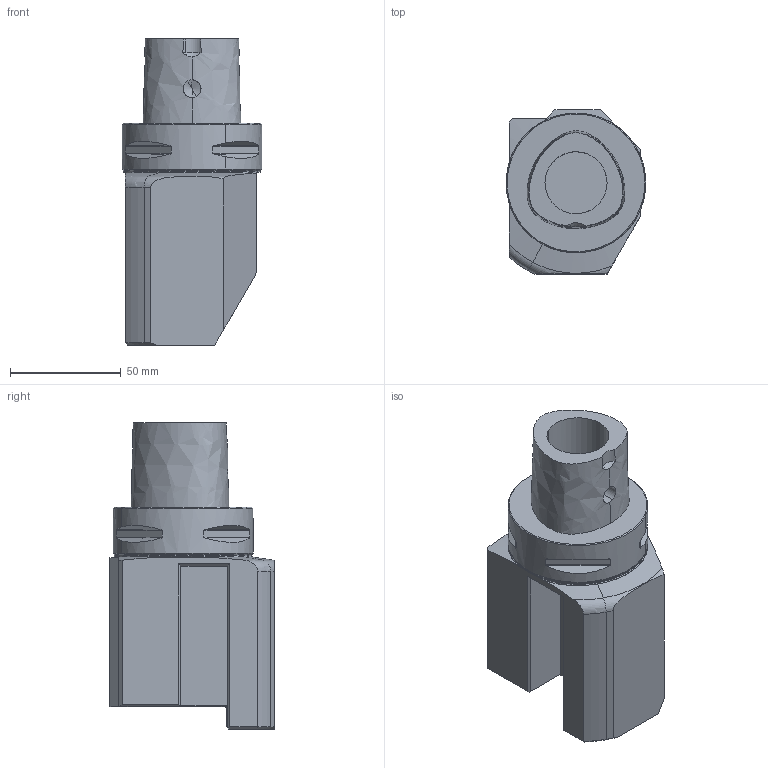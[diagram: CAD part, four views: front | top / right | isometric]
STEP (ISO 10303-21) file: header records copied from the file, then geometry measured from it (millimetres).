
FILE_DESCRIPTION(('CATIA V5 STEP','CAx-IF Rec.Pracs.--- Model Styling and Organization---1.2---2011-12-15'),'2;1');
FILE_NAME('4509839LL.stp','2019-12-09T06:26:05+00:00',('none'),('none'),'CATIA Version 5 Release 21 SP 5 (IN-10)','CATIA V5 STEP AP214','none');
FILE_SCHEMA(('AUTOMOTIVE_DESIGN { 1 0 10303 214 1 1 1 1 }'));
Length unit declared in the file: millimetre
Products named in the file (1): C6 ASHR 20-1
Bounding box: 62.95 x 74 x 138 mm (x, y, z)
Volume: 343062.3 mm3; surface area: 39380.5 mm2
Topology: 1 solids, 1 shells, 115 faces, 307 edges, 199 vertices
Faces by surface type: plane 49, cylinder 29, cone 22, torus 12, bspline 2, extrusion 1
Entity records: 5076 total; most frequent: CARTESIAN_POINT 2456, ORIENTED_EDGE 610, DIRECTION 403, EDGE_CURVE 305, VERTEX_POINT 199, AXIS2_PLACEMENT_3D 161, VECTOR 140, LINE 139
